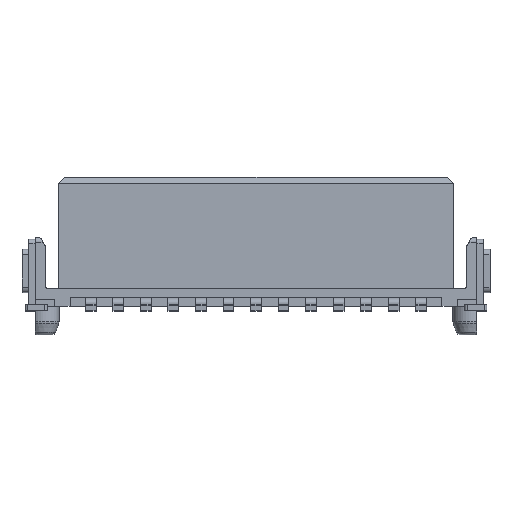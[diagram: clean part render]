
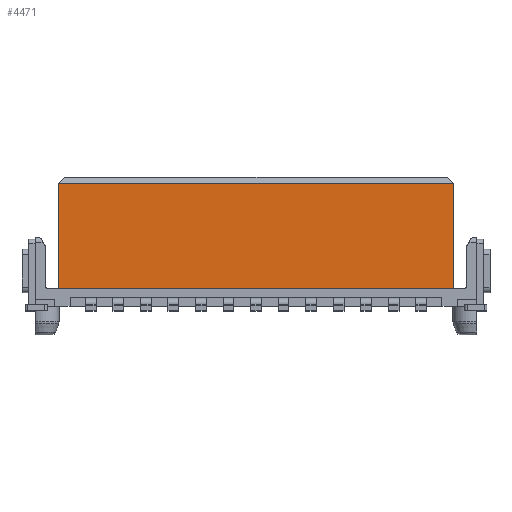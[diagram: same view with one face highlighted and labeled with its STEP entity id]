
A CAD part, top view. The second image highlights one B-rep face of the part: STEP entity #4471.
In plain terms, the highlighted planar face has unit normal (0, 0, 1).
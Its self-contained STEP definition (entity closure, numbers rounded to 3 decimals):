
#4471=ADVANCED_FACE('',(#5936),#5150,.T.);
#5150=PLANE('',#20409);
#5936=FACE_OUTER_BOUND('',#6848,.T.);
#6848=EDGE_LOOP('',(#10810,#10811,#10812,#10813));
#10810=ORIENTED_EDGE('',*,*,#15217,.T.);
#10811=ORIENTED_EDGE('',*,*,#15218,.T.);
#10812=ORIENTED_EDGE('',*,*,#15180,.T.);
#10813=ORIENTED_EDGE('',*,*,#15208,.T.);
#12979=VERTEX_POINT('',#29084);
#12980=VERTEX_POINT('',#29086);
#12998=VERTEX_POINT('',#29141);
#13001=VERTEX_POINT('',#29158);
#15180=EDGE_CURVE('',#12980,#12979,#17148,.T.);
#15208=EDGE_CURVE('',#12979,#12998,#17176,.T.);
#15217=EDGE_CURVE('',#12998,#13001,#17185,.T.);
#15218=EDGE_CURVE('',#13001,#12980,#17186,.T.);
#17148=LINE('',#29085,#19004);
#17176=LINE('',#29142,#19032);
#17185=LINE('',#29159,#19041);
#17186=LINE('',#29161,#19042);
#19004=VECTOR('',#24380,1.);
#19032=VECTOR('',#24428,1.);
#19041=VECTOR('',#24447,1.);
#19042=VECTOR('',#24450,1.);
#20409=AXIS2_PLACEMENT_3D('',#29162,#24451,#24452);
#24380=DIRECTION('',(0.,1.,0.));
#24428=DIRECTION('',(-1.,0.,0.));
#24447=DIRECTION('',(0.,-1.,0.));
#24450=DIRECTION('',(1.,0.,0.));
#24451=DIRECTION('',(0.,0.,1.));
#24452=DIRECTION('',(0.,-1.,0.));
#29084=CARTESIAN_POINT('',(4.945,13.94,33.485));
#29085=CARTESIAN_POINT('',(4.945,9.09,33.485));
#29086=CARTESIAN_POINT('',(4.945,9.09,33.485));
#29141=CARTESIAN_POINT('',(-13.315,13.94,33.485));
#29142=CARTESIAN_POINT('',(4.945,13.94,33.485));
#29158=CARTESIAN_POINT('',(-13.315,9.09,33.485));
#29159=CARTESIAN_POINT('',(-13.315,13.94,33.485));
#29161=CARTESIAN_POINT('',(-13.315,9.09,33.485));
#29162=CARTESIAN_POINT('',(-13.515,14.14,33.485));
